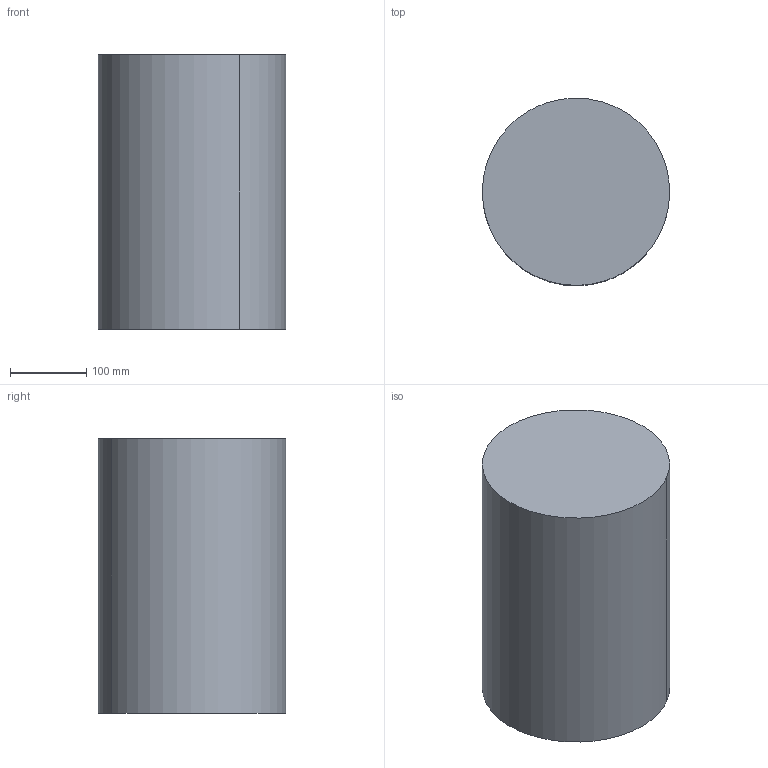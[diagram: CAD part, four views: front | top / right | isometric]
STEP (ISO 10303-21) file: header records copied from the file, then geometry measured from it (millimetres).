
FILE_DESCRIPTION(/* description */ (''),/* implementation_level */ '2;1');
FILE_NAME(/* name */ 'cylinder',/* time_stamp */ '2022-12-07T14:55:28+05:00',/* author */ (''),/* organization */ (''),/* preprocessor_version */ 'ST-DEVELOPER v16.5',/* originating_system */ 'Rhino 7.15',/* authorisation */ '');
FILE_SCHEMA (('CONFIG_CONTROL_DESIGN'));
Length unit declared in the file: millimetre
Products named in the file (1): Document
Bounding box: 245.36 x 245.35 x 359.27 mm (x, y, z)
Volume: 17002510.8 mm3; surface area: 371745.4 mm2
Topology: 1 solids, 1 shells, 4 faces, 6 edges, 4 vertices
Faces by surface type: cylinder 2, plane 2
Entity records: 172 total; most frequent: CARTESIAN_POINT 34, ORIENTED_EDGE 12, DIRECTION 8, ORGANIZATION 7, PERSON_AND_ORGANIZATION 7, EDGE_CURVE 6, AXIS2_PLACEMENT_3D 6, LOCAL_TIME 5
